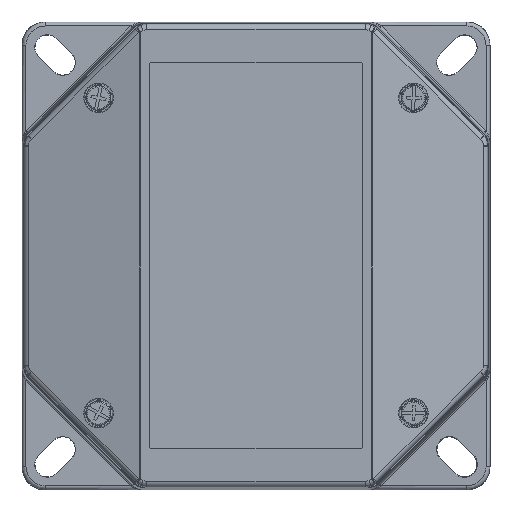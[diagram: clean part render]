
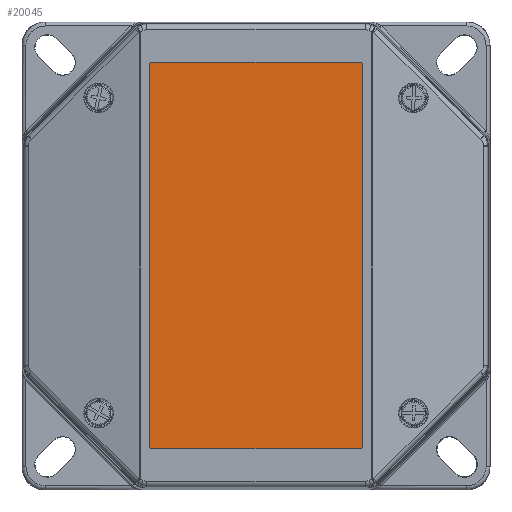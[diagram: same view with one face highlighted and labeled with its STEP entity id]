
A CAD part, top view. The second image highlights one B-rep face of the part: STEP entity #20045.
In plain terms, the highlighted planar face has unit normal (0, 0, 1).
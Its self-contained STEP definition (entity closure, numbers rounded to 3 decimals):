
#52 = VERTEX_POINT ( 'NONE', #57609 ) ;
#887 = DIRECTION ( 'NONE',  ( -1., 0., 0. ) ) ;
#1469 = CARTESIAN_POINT ( 'NONE',  ( 27.5, -49.5, 14.5 ) ) ;
#4019 = VERTEX_POINT ( 'NONE', #48199 ) ;
#4391 = DIRECTION ( 'NONE',  ( -1., 0., 0. ) ) ;
#7179 = VECTOR ( 'NONE', #8859, 1000. ) ;
#7373 = CARTESIAN_POINT ( 'NONE',  ( -27.5, 49.5, 14.5 ) ) ;
#8162 = DIRECTION ( 'NONE',  ( 1., 0., 0. ) ) ;
#8859 = DIRECTION ( 'NONE',  ( 0., -1., 0. ) ) ;
#10420 = EDGE_CURVE ( 'NONE', #11950, #4019, #37935, .T. ) ;
#11950 = VERTEX_POINT ( 'NONE', #26112 ) ;
#12766 = EDGE_LOOP ( 'NONE', ( #47035, #33554, #53051, #51404, #40639, #19115, #26549, #58699 ) ) ;
#13031 = VECTOR ( 'NONE', #8162, 1000. ) ;
#14780 = LINE ( 'NONE', #63177, #13031 ) ;
#14938 = DIRECTION ( 'NONE',  ( 0., 1., 0. ) ) ;
#15833 = CARTESIAN_POINT ( 'NONE',  ( 27.5, 50., 14.5 ) ) ;
#19115 = ORIENTED_EDGE ( 'NONE', *, *, #10420, .T. ) ;
#19912 = CARTESIAN_POINT ( 'NONE',  ( -27.5, -50., 14.5 ) ) ;
#20045 = ADVANCED_FACE ( 'NONE', ( #57125 ), #59756, .F. ) ;
#21380 = DIRECTION ( 'NONE',  ( 0., 0., -1. ) ) ;
#23067 = CARTESIAN_POINT ( 'NONE',  ( -27., 50., 14.5 ) ) ;
#23443 = CARTESIAN_POINT ( 'NONE',  ( -27., -49.5, 14.5 ) ) ;
#25290 = DIRECTION ( 'NONE',  ( 0., 0., 1. ) ) ;
#26112 = CARTESIAN_POINT ( 'NONE',  ( 27.5, 49.5, 14.5 ) ) ;
#26549 = ORIENTED_EDGE ( 'NONE', *, *, #32544, .T. ) ;
#27474 = VERTEX_POINT ( 'NONE', #1469 ) ;
#28980 = DIRECTION ( 'NONE',  ( -1., 0., 0. ) ) ;
#29725 = VECTOR ( 'NONE', #14938, 1000. ) ;
#32037 = AXIS2_PLACEMENT_3D ( 'NONE', #70504, #37465, #4391 ) ;
#32544 = EDGE_CURVE ( 'NONE', #4019, #49470, #35510, .T. ) ;
#32790 = CIRCLE ( 'NONE', #58019, 0.5 ) ;
#33484 = EDGE_CURVE ( 'NONE', #52, #49563, #32790, .T. ) ;
#33554 = ORIENTED_EDGE ( 'NONE', *, *, #33484, .T. ) ;
#33913 = DIRECTION ( 'NONE',  ( 0., 0., 1. ) ) ;
#34906 = CARTESIAN_POINT ( 'NONE',  ( -27., -50., 14.5 ) ) ;
#35510 = LINE ( 'NONE', #59854, #46690 ) ;
#36611 = EDGE_CURVE ( 'NONE', #71385, #52, #54675, .T. ) ;
#37465 = DIRECTION ( 'NONE',  ( 0., 0., 1. ) ) ;
#37935 = CIRCLE ( 'NONE', #60169, 0.5 ) ;
#40639 = ORIENTED_EDGE ( 'NONE', *, *, #63406, .T. ) ;
#41753 = CIRCLE ( 'NONE', #32037, 0.5 ) ;
#42600 = AXIS2_PLACEMENT_3D ( 'NONE', #15833, #21380, #59992 ) ;
#43507 = EDGE_CURVE ( 'NONE', #49563, #52820, #14780, .T. ) ;
#44474 = LINE ( 'NONE', #53518, #29725 ) ;
#46690 = VECTOR ( 'NONE', #54286, 1000. ) ;
#47035 = ORIENTED_EDGE ( 'NONE', *, *, #36611, .T. ) ;
#48199 = CARTESIAN_POINT ( 'NONE',  ( 27., 50., 14.5 ) ) ;
#48325 = AXIS2_PLACEMENT_3D ( 'NONE', #66990, #33913, #887 ) ;
#49470 = VERTEX_POINT ( 'NONE', #23067 ) ;
#49563 = VERTEX_POINT ( 'NONE', #34906 ) ;
#50786 = EDGE_CURVE ( 'NONE', #49470, #71385, #41753, .T. ) ;
#51404 = ORIENTED_EDGE ( 'NONE', *, *, #52804, .T. ) ;
#52804 = EDGE_CURVE ( 'NONE', #52820, #27474, #56584, .T. ) ;
#52820 = VERTEX_POINT ( 'NONE', #61673 ) ;
#53051 = ORIENTED_EDGE ( 'NONE', *, *, #43507, .T. ) ;
#53518 = CARTESIAN_POINT ( 'NONE',  ( 27.5, -50., 14.5 ) ) ;
#54286 = DIRECTION ( 'NONE',  ( -1., 0., 0. ) ) ;
#54675 = LINE ( 'NONE', #19912, #7179 ) ;
#56584 = CIRCLE ( 'NONE', #48325, 0.5 ) ;
#57125 = FACE_OUTER_BOUND ( 'NONE', #12766, .T. ) ;
#57609 = CARTESIAN_POINT ( 'NONE',  ( -27.5, -49.5, 14.5 ) ) ;
#58019 = AXIS2_PLACEMENT_3D ( 'NONE', #23443, #62086, #28980 ) ;
#58380 = CARTESIAN_POINT ( 'NONE',  ( 27., 49.5, 14.5 ) ) ;
#58699 = ORIENTED_EDGE ( 'NONE', *, *, #50786, .T. ) ;
#59756 = PLANE ( 'NONE',  #42600 ) ;
#59854 = CARTESIAN_POINT ( 'NONE',  ( -27.5, 50., 14.5 ) ) ;
#59992 = DIRECTION ( 'NONE',  ( -1., 0., 0. ) ) ;
#60169 = AXIS2_PLACEMENT_3D ( 'NONE', #58380, #25290, #63931 ) ;
#61673 = CARTESIAN_POINT ( 'NONE',  ( 27., -50., 14.5 ) ) ;
#62086 = DIRECTION ( 'NONE',  ( 0., 0., 1. ) ) ;
#63177 = CARTESIAN_POINT ( 'NONE',  ( 27.5, -50., 14.5 ) ) ;
#63406 = EDGE_CURVE ( 'NONE', #27474, #11950, #44474, .T. ) ;
#63931 = DIRECTION ( 'NONE',  ( -1., 0., 0. ) ) ;
#66990 = CARTESIAN_POINT ( 'NONE',  ( 27., -49.5, 14.5 ) ) ;
#70504 = CARTESIAN_POINT ( 'NONE',  ( -27., 49.5, 14.5 ) ) ;
#71385 = VERTEX_POINT ( 'NONE', #7373 ) ;
